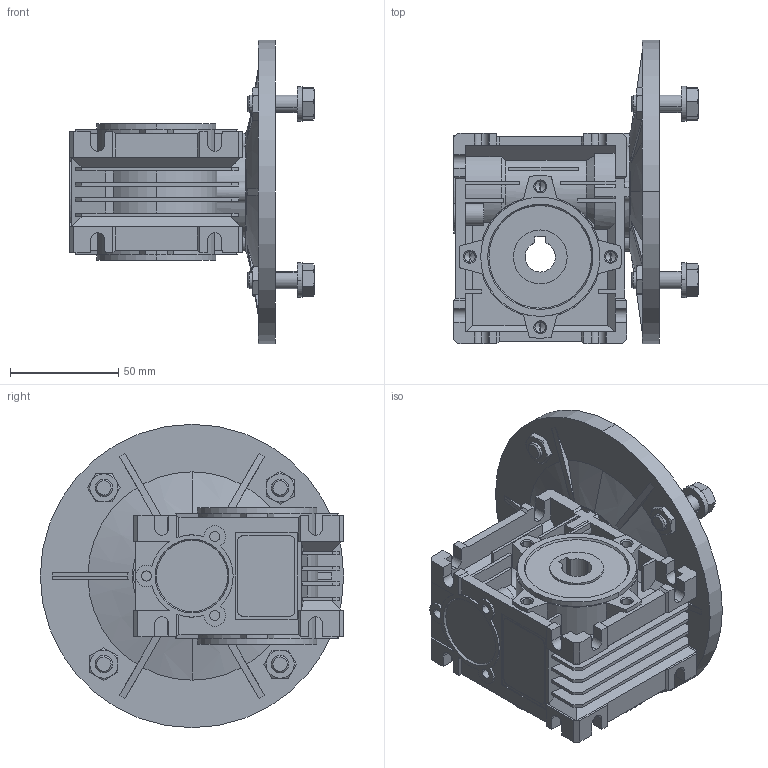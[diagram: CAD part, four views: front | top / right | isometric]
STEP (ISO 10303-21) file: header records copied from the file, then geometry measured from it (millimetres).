
FILE_DESCRIPTION (( 'STEP AP203' ), '1' );
FILE_NAME ('WGA-30M-030-63B5.step', '2024-12-18T19:04:09', ( '' ), ( '' ), 'SwSTEP 2.0', 'SolidWorks 2024', '' );
FILE_SCHEMA (( 'CONFIG_CONTROL_DESIGN' ));
Length unit declared in the file: millimetre
Products named in the file (1): WGA-30M-030-63B5
Bounding box: 112.98 x 140 x 140 mm (x, y, z)
Volume: 404434.7 mm3; surface area: 140308.5 mm2
Topology: 18 solids, 25 shells, 1048 faces, 2666 edges, 1696 vertices
Faces by surface type: plane 618, cylinder 256, cone 170, torus 4
Entity records: 32115 total; most frequent: CARTESIAN_POINT 6731, ORIENTED_EDGE 5296, DIRECTION 5208, EDGE_CURVE 2648, AXIS2_PLACEMENT_3D 1775, VERTEX_POINT 1696, VECTOR 1658, LINE 1658
